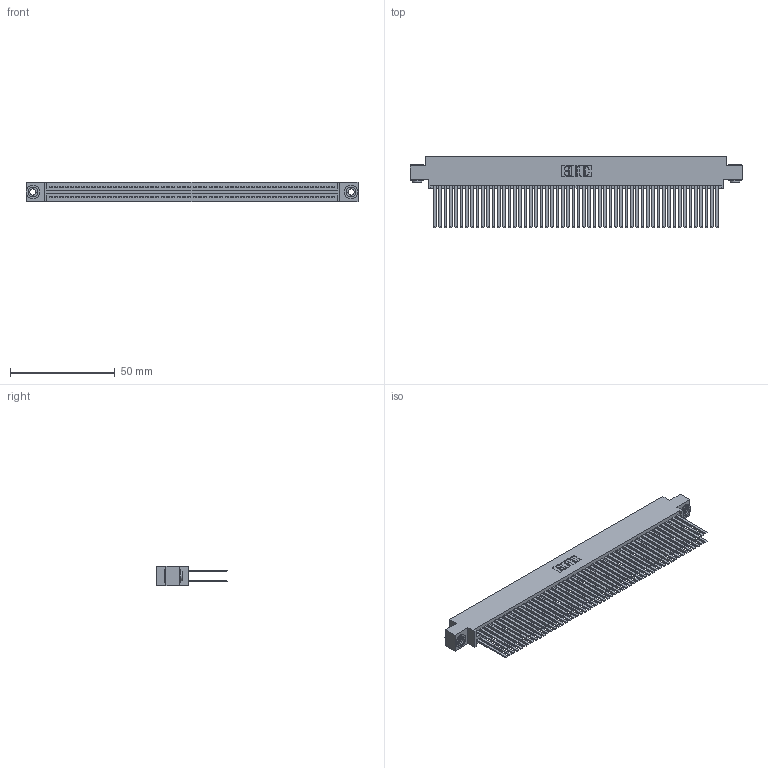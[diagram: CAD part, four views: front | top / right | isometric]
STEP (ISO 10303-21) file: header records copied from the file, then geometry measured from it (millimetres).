
FILE_DESCRIPTION (( 'STEP AP203' ), '1' );
FILE_NAME ('345-108-544-803.STEP', '2018-10-07T07:05:40', ( '' ), ( '' ), 'SwSTEP 2.0', 'SolidWorks 2016', '' );
FILE_SCHEMA (( 'CONFIG_CONTROL_DESIGN' ));
Length unit declared in the file: inch
Products named in the file (4): 345 Part_0.170 Offset - 0.156 Dia-TH; 345-292-001_345-293-144; 345-250-002_345-250-002-102; 345-108-544-803
Assembly tree (111 placements, depth 2):
  345-108-544-803
    345 Part_0.170 Offset - 0.156 Dia-TH
    345-292-001_345-293-144  x108
    345-250-002_345-250-002-102  x2
Bounding box: 158.37 x 33.96 x 9.4 mm (x, y, z)
Volume: 16915.5 mm3; surface area: 30022 mm2
Topology: 111 solids, 111 shells, 4920 faces, 14577 edges, 9570 vertices
Faces by surface type: plane 3226, cylinder 1686, cone 8
Entity records: 41352 total; most frequent: CARTESIAN_POINT 6895, ORIENTED_EDGE 6822, DIRECTION 6093, EDGE_CURVE 3411, LINE 3043, VECTOR 3043, VERTEX_POINT 2270, AXIS2_PLACEMENT_3D 1525
